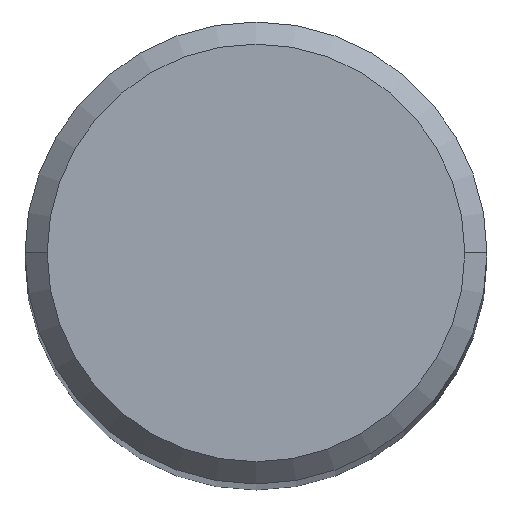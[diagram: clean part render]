
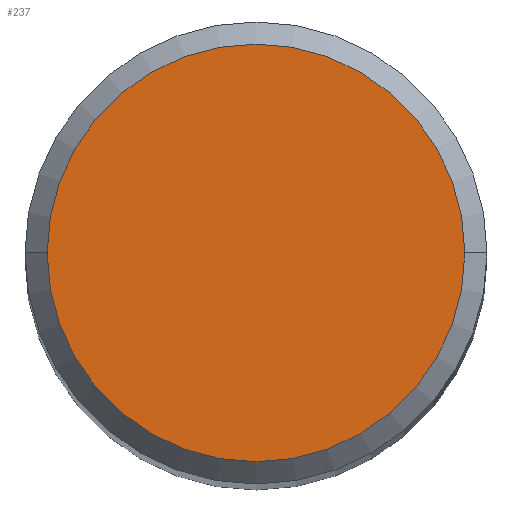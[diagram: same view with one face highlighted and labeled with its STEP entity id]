
A CAD part, top view. The second image highlights one B-rep face of the part: STEP entity #237.
In plain terms, the highlighted planar face has unit normal (0, 0, 1).
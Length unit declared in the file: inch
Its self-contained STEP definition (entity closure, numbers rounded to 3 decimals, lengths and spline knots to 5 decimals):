
#12 = DIRECTION ( 'NONE',  ( 1., 0., 0. ) ) ;
#23 = AXIS2_PLACEMENT_3D ( 'NONE', #71, #148, #203 ) ;
#29 = DIRECTION ( 'NONE',  ( 0., 0., 1. ) ) ;
#38 = AXIS2_PLACEMENT_3D ( 'NONE', #222, #29, #12 ) ;
#41 = ORIENTED_EDGE ( 'NONE', *, *, #194, .T. ) ;
#60 = VERTEX_POINT ( 'NONE', #112 ) ;
#71 = CARTESIAN_POINT ( 'NONE',  ( 0., 0., 2.5 ) ) ;
#85 = AXIS2_PLACEMENT_3D ( 'NONE', #245, #114, #227 ) ;
#112 = CARTESIAN_POINT ( 'NONE',  ( 0.14125, 0., 2.5 ) ) ;
#114 = DIRECTION ( 'NONE',  ( 0., 0., 1. ) ) ;
#137 = EDGE_LOOP ( 'NONE', ( #41, #215 ) ) ;
#143 = FACE_OUTER_BOUND ( 'NONE', #137, .T. ) ;
#148 = DIRECTION ( 'NONE',  ( 0., 0., 1. ) ) ;
#167 = CARTESIAN_POINT ( 'NONE',  ( -0.14125, 0., 2.5 ) ) ;
#169 = EDGE_CURVE ( 'NONE', #60, #179, #180, .T. ) ;
#179 = VERTEX_POINT ( 'NONE', #167 ) ;
#180 = CIRCLE ( 'NONE', #38, 0.14125 ) ;
#192 = CIRCLE ( 'NONE', #23, 0.14125 ) ;
#194 = EDGE_CURVE ( 'NONE', #179, #60, #192, .T. ) ;
#200 = PLANE ( 'NONE',  #85 ) ;
#203 = DIRECTION ( 'NONE',  ( 1., 0., 0. ) ) ;
#215 = ORIENTED_EDGE ( 'NONE', *, *, #169, .T. ) ;
#222 = CARTESIAN_POINT ( 'NONE',  ( 0., 0., 2.5 ) ) ;
#227 = DIRECTION ( 'NONE',  ( 1., 0., 0. ) ) ;
#237 = ADVANCED_FACE ( 'NONE', ( #143 ), #200, .T. ) ;
#245 = CARTESIAN_POINT ( 'NONE',  ( 0., 0., 2.5 ) ) ;
